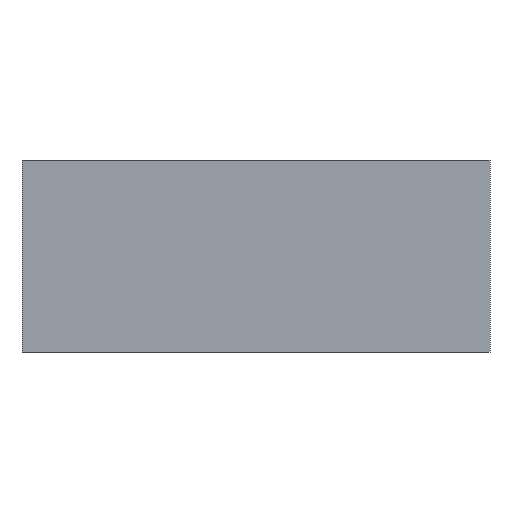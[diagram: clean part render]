
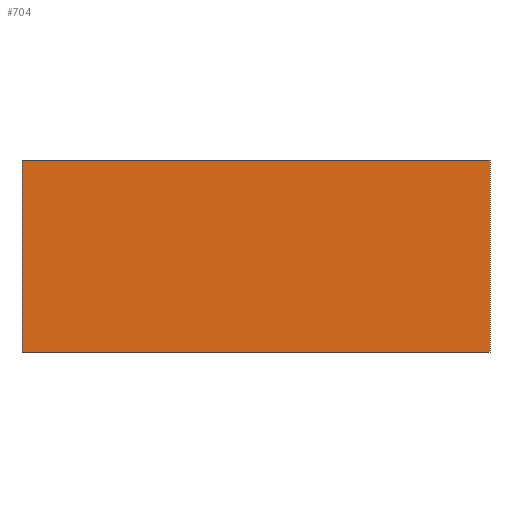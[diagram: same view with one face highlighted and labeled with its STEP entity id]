
A CAD part, front view. The second image highlights one B-rep face of the part: STEP entity #704.
In plain terms, the highlighted planar face has unit normal (0, -1, 0).
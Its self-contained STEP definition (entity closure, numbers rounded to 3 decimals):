
#2 = CARTESIAN_POINT ( 'NONE',  ( -19.5, -10., 8. ) ) ;
#8 = VERTEX_POINT ( 'NONE', #131 ) ;
#23 = ORIENTED_EDGE ( 'NONE', *, *, #706, .F. ) ;
#29 = DIRECTION ( 'NONE',  ( 0., 1., 0. ) ) ;
#45 = DIRECTION ( 'NONE',  ( 1., 0., 0. ) ) ;
#46 = PLANE ( 'NONE',  #391 ) ;
#55 = VECTOR ( 'NONE', #104, 1000. ) ;
#104 = DIRECTION ( 'NONE',  ( 0., 0., -1. ) ) ;
#117 = LINE ( 'NONE', #2, #480 ) ;
#125 = EDGE_CURVE ( 'NONE', #8, #270, #716, .T. ) ;
#131 = CARTESIAN_POINT ( 'NONE',  ( -19.5, -10., -8. ) ) ;
#163 = CARTESIAN_POINT ( 'NONE',  ( 19.5, -10., 8. ) ) ;
#166 = ORIENTED_EDGE ( 'NONE', *, *, #125, .T. ) ;
#177 = EDGE_CURVE ( 'NONE', #742, #700, #233, .T. ) ;
#184 = CARTESIAN_POINT ( 'NONE',  ( -19.5, -10., -8. ) ) ;
#221 = FACE_OUTER_BOUND ( 'NONE', #333, .T. ) ;
#233 = LINE ( 'NONE', #583, #414 ) ;
#265 = EDGE_CURVE ( 'NONE', #742, #8, #117, .T. ) ;
#270 = VERTEX_POINT ( 'NONE', #413 ) ;
#321 = VECTOR ( 'NONE', #767, 1000. ) ;
#333 = EDGE_LOOP ( 'NONE', ( #166, #23, #573, #404 ) ) ;
#391 = AXIS2_PLACEMENT_3D ( 'NONE', #402, #29, #462 ) ;
#402 = CARTESIAN_POINT ( 'NONE',  ( -19.5, -10., 8. ) ) ;
#404 = ORIENTED_EDGE ( 'NONE', *, *, #265, .T. ) ;
#411 = CARTESIAN_POINT ( 'NONE',  ( -19.5, -10., 8. ) ) ;
#413 = CARTESIAN_POINT ( 'NONE',  ( 19.5, -10., -8. ) ) ;
#414 = VECTOR ( 'NONE', #45, 1000. ) ;
#462 = DIRECTION ( 'NONE',  ( 0., 0., 1. ) ) ;
#479 = DIRECTION ( 'NONE',  ( 0., 0., -1. ) ) ;
#480 = VECTOR ( 'NONE', #479, 1000. ) ;
#573 = ORIENTED_EDGE ( 'NONE', *, *, #177, .F. ) ;
#583 = CARTESIAN_POINT ( 'NONE',  ( -19.5, -10., 8. ) ) ;
#584 = CARTESIAN_POINT ( 'NONE',  ( 19.5, -10., 8. ) ) ;
#623 = LINE ( 'NONE', #163, #55 ) ;
#700 = VERTEX_POINT ( 'NONE', #584 ) ;
#704 = ADVANCED_FACE ( 'NONE', ( #221 ), #46, .F. ) ;
#706 = EDGE_CURVE ( 'NONE', #700, #270, #623, .T. ) ;
#716 = LINE ( 'NONE', #184, #321 ) ;
#742 = VERTEX_POINT ( 'NONE', #411 ) ;
#767 = DIRECTION ( 'NONE',  ( 1., 0., 0. ) ) ;
